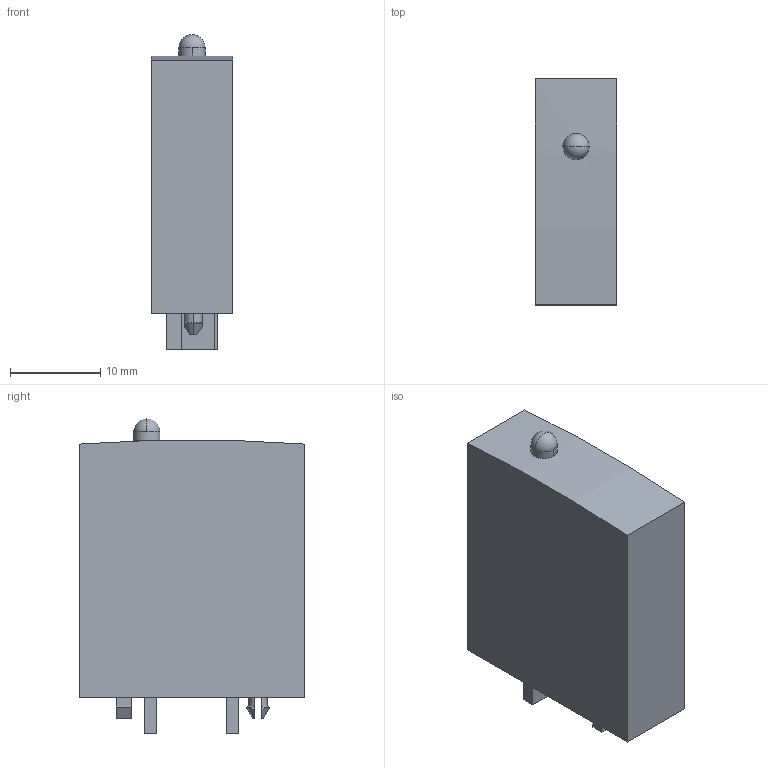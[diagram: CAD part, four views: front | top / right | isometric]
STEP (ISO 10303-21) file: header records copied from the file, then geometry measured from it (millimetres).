
FILE_DESCRIPTION( ( '' ), '1' );
FILE_NAME( 'dil_m_xsp_a.stp', '2010-03-05T08:01:57', ( '' ), ( '' ), ' ', ' ', ' ' );
FILE_SCHEMA( ( 'CONFIG_CONTROL_DESIGN' ) );
Length unit declared in the file: millimetre
Products named in the file (1): 1
Bounding box: 9 x 25 x 34.82 mm (x, y, z)
Volume: 6449.8 mm3; surface area: 2525.2 mm2
Topology: 1 solids, 1 shells, 56 faces, 141 edges, 91 vertices
Faces by surface type: plane 37, cone 8, cylinder 7, sphere 4
Entity records: 1700 total; most frequent: CARTESIAN_POINT 351, ORIENTED_EDGE 274, DIRECTION 262, EDGE_CURVE 137, VERTEX_POINT 91, LINE 90, VECTOR 90, AXIS2_PLACEMENT_3D 86
